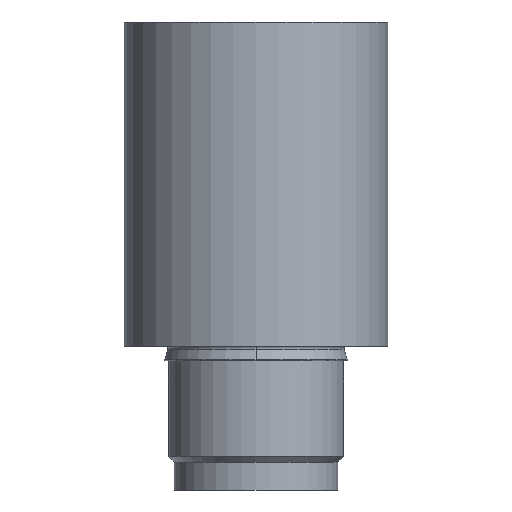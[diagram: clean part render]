
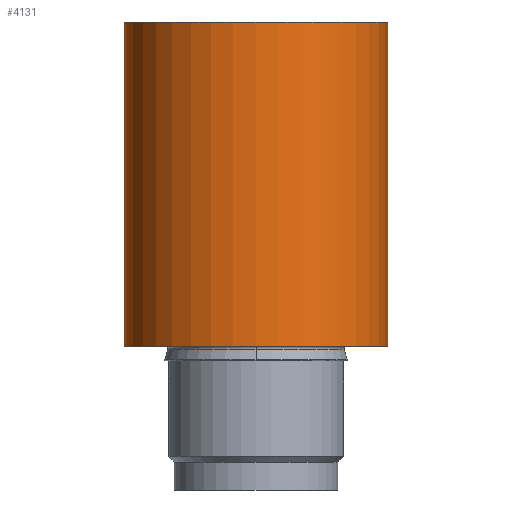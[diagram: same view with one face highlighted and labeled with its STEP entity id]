
A CAD part, front view. The second image highlights one B-rep face of the part: STEP entity #4131.
In plain terms, the highlighted cylindrical face has radius 12.8 mm (diameter 25.6 mm), a partial arc.
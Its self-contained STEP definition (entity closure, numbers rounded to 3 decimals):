
#132=CARTESIAN_POINT('',(0.,0.,-26.9));
#133=DIRECTION('',(0.,0.,1.));
#134=DIRECTION('',(-0.779,0.627,0.));
#135=AXIS2_PLACEMENT_3D('',#132,#133,#134);
#157=DIRECTION('',(0.,0.,-1.));
#158=VECTOR('',#157,31.5);
#159=CARTESIAN_POINT('',(9.975,8.021,4.6));
#160=LINE('',#159,#158);
#161=DIRECTION('',(0.,0.,1.));
#162=VECTOR('',#161,31.5);
#163=CARTESIAN_POINT('',(-9.975,8.021,-26.9));
#164=LINE('',#163,#162);
#165=CARTESIAN_POINT('',(0.,0.,4.6));
#166=DIRECTION('',(0.,0.,-1.));
#167=DIRECTION('',(0.779,0.627,0.));
#168=AXIS2_PLACEMENT_3D('',#165,#166,#167);
#170=CARTESIAN_POINT('',(0.,0.,4.6));
#171=DIRECTION('',(0.,0.,-1.));
#172=DIRECTION('',(0.,-1.,0.));
#173=AXIS2_PLACEMENT_3D('',#170,#171,#172);
#3239=CARTESIAN_POINT('',(9.975,8.021,-26.9));
#3241=VERTEX_POINT('',#3239);
#3248=CARTESIAN_POINT('',(-9.975,8.021,-26.9));
#3249=VERTEX_POINT('',#3248);
#3250=CARTESIAN_POINT('',(0.,-12.8,4.6));
#3251=CARTESIAN_POINT('',(-9.975,8.021,4.6));
#3252=VERTEX_POINT('',#3250);
#3253=VERTEX_POINT('',#3251);
#3254=CARTESIAN_POINT('',(9.975,8.021,4.6));
#3255=VERTEX_POINT('',#3254);
#4115=CARTESIAN_POINT('',(0.,0.,-43.175));
#4116=DIRECTION('',(0.,0.,1.));
#4117=DIRECTION('',(0.,1.,0.));
#4118=AXIS2_PLACEMENT_3D('',#4115,#4116,#4117);
#4119=CYLINDRICAL_SURFACE('',#4118,12.8);
#4121=ORIENTED_EDGE('',*,*,#4120,.F.);
#4123=ORIENTED_EDGE('',*,*,#4122,.F.);
#4125=ORIENTED_EDGE('',*,*,#4124,.T.);
#4126=ORIENTED_EDGE('',*,*,#4096,.F.);
#4128=ORIENTED_EDGE('',*,*,#4127,.T.);
#4129=EDGE_LOOP('',(#4121,#4123,#4125,#4126,#4128));
#4130=FACE_OUTER_BOUND('',#4129,.F.);
#4131=ADVANCED_FACE('',(#4130),#4119,.T.);
#136=CIRCLE('',#135,12.8);
#169=CIRCLE('',#168,12.8);
#174=CIRCLE('',#173,12.8);
#4096=EDGE_CURVE('',#3249,#3241,#136,.T.);
#4120=EDGE_CURVE('',#3252,#3253,#174,.T.);
#4122=EDGE_CURVE('',#3255,#3252,#169,.T.);
#4124=EDGE_CURVE('',#3255,#3241,#160,.T.);
#4127=EDGE_CURVE('',#3249,#3253,#164,.T.);
